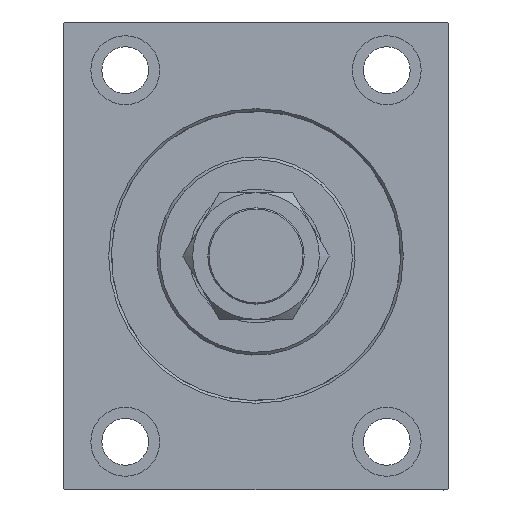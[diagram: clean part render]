
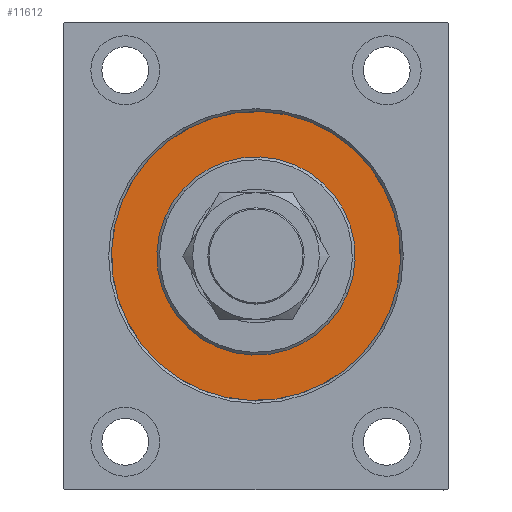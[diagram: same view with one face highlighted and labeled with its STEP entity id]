
A CAD part, left-side view. The second image highlights one B-rep face of the part: STEP entity #11612.
In plain terms, the highlighted face is planar.
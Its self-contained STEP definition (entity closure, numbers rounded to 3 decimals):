
#451 = DIRECTION ( 'NONE',  ( -1., 0., 0. ) ) ;
#482 = EDGE_LOOP ( 'NONE', ( #41180, #34366 ) ) ;
#1026 = CIRCLE ( 'NONE', #39856, 36. ) ;
#1123 = VERTEX_POINT ( 'NONE', #25242 ) ;
#1614 = CIRCLE ( 'NONE', #26252, 52.5 ) ;
#2467 = FACE_BOUND ( 'NONE', #32034, .T. ) ;
#3951 = CARTESIAN_POINT ( 'NONE',  ( 0., 0., 0. ) ) ;
#4893 = DIRECTION ( 'NONE',  ( 0., 0., 1. ) ) ;
#5967 = FACE_OUTER_BOUND ( 'NONE', #482, .T. ) ;
#8037 = CARTESIAN_POINT ( 'NONE',  ( 0., 0., 0. ) ) ;
#8141 = ORIENTED_EDGE ( 'NONE', *, *, #36210, .F. ) ;
#9247 = CARTESIAN_POINT ( 'NONE',  ( 0., 0., 0. ) ) ;
#11612 = ADVANCED_FACE ( 'NONE', ( #2467, #5967 ), #34260, .F. ) ;
#11770 = DIRECTION ( 'NONE',  ( 1., 0., 0. ) ) ;
#12211 = VERTEX_POINT ( 'NONE', #23404 ) ;
#13184 = DIRECTION ( 'NONE',  ( -1., 0., 0. ) ) ;
#14688 = DIRECTION ( 'NONE',  ( 1., 0., 0. ) ) ;
#15269 = DIRECTION ( 'NONE',  ( 0., 0., -1. ) ) ;
#19530 = CARTESIAN_POINT ( 'NONE',  ( 0., 0., 0. ) ) ;
#23202 = EDGE_CURVE ( 'NONE', #12211, #32236, #1026, .T. ) ;
#23404 = CARTESIAN_POINT ( 'NONE',  ( 0., 0., -36. ) ) ;
#25242 = CARTESIAN_POINT ( 'NONE',  ( 0., 0., 52.5 ) ) ;
#26252 = AXIS2_PLACEMENT_3D ( 'NONE', #3951, #451, #4893 ) ;
#26913 = AXIS2_PLACEMENT_3D ( 'NONE', #9247, #45253, #41067 ) ;
#32034 = EDGE_LOOP ( 'NONE', ( #8141, #32397 ) ) ;
#32236 = VERTEX_POINT ( 'NONE', #45358 ) ;
#32397 = ORIENTED_EDGE ( 'NONE', *, *, #23202, .F. ) ;
#33430 = CARTESIAN_POINT ( 'NONE',  ( 0., 0., -52.5 ) ) ;
#33750 = CIRCLE ( 'NONE', #41866, 36. ) ;
#34260 = PLANE ( 'NONE',  #26913 ) ;
#34366 = ORIENTED_EDGE ( 'NONE', *, *, #38824, .F. ) ;
#36210 = EDGE_CURVE ( 'NONE', #32236, #12211, #33750, .T. ) ;
#36736 = EDGE_CURVE ( 'NONE', #43461, #1123, #44147, .T. ) ;
#38221 = DIRECTION ( 'NONE',  ( 0., 0., 1. ) ) ;
#38824 = EDGE_CURVE ( 'NONE', #1123, #43461, #1614, .T. ) ;
#38900 = AXIS2_PLACEMENT_3D ( 'NONE', #19530, #13184, #38221 ) ;
#39856 = AXIS2_PLACEMENT_3D ( 'NONE', #8037, #11770, #15269 ) ;
#41067 = DIRECTION ( 'NONE',  ( 0., 0., 1. ) ) ;
#41180 = ORIENTED_EDGE ( 'NONE', *, *, #36736, .F. ) ;
#41866 = AXIS2_PLACEMENT_3D ( 'NONE', #45805, #14688, #43218 ) ;
#43218 = DIRECTION ( 'NONE',  ( 0., 0., -1. ) ) ;
#43461 = VERTEX_POINT ( 'NONE', #33430 ) ;
#44147 = CIRCLE ( 'NONE', #38900, 52.5 ) ;
#45253 = DIRECTION ( 'NONE',  ( -1., 0., 0. ) ) ;
#45358 = CARTESIAN_POINT ( 'NONE',  ( 0., 0., 36. ) ) ;
#45805 = CARTESIAN_POINT ( 'NONE',  ( 0., 0., 0. ) ) ;
